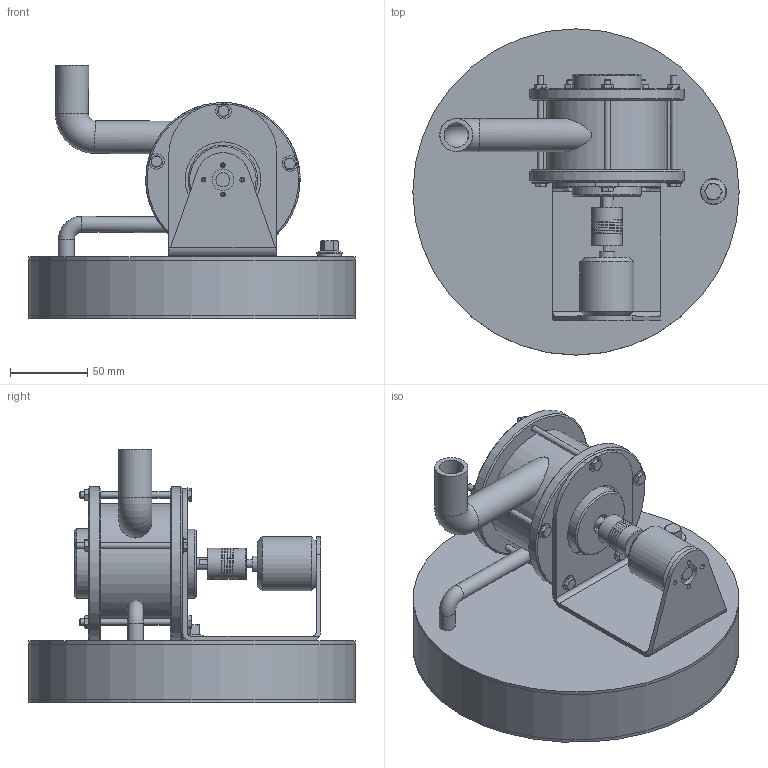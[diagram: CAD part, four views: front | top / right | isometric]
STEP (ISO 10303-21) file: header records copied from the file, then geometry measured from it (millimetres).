
FILE_DESCRIPTION(/* description */ (''),/* implementation_level */ '2;1');
FILE_NAME(/* name */ 'Complete Assembly.step',/* time_stamp */ '2021-01-28T13:31:35+05:00',/* author */ (''),/* organization */ (''),/* preprocessor_version */ 'ST-DEVELOPER v18.1',/* originating_system */ 'Autodesk Translation Framework v9.7.1.1290',/* authorisation */ '');
FILE_SCHEMA (('AUTOMOTIVE_DESIGN { 1 0 10303 214 3 1 1 }'));
Length unit declared in the file: millimetre
Products named in the file (22): Assembly; Bottom cover (custom made); Top cover (custom made); Cylinder (Custom made); Gasket (Custom made); Steam Turbine; Turbine (custom made); Turbine back wall (custom made); Turbine outer cover; Inlet pipe 10.3 mm OD, 5.84 mm ID; Outlet pipe 21.3 mm OD, 15.76 mm ID; Turbine front Wall - Shaft Side; Bolt; Nut; Bearing, Sealed, 608-2RS, 22X8X7; M3 68ID,74 OD O-ring; Motor mount (Custom made- sheet metal bend); Flexible coupler; Acople FlexibleSLDPRT; Brushless motor; hex flange bolt small; hex flange bolt small_iso_ISO 4162 - M8 x 16 x 16-N
Assembly tree (31 placements, depth 4):
  Assembly
    Bottom cover (custom made)
    Top cover (custom made)
    Cylinder (Custom made)
    Gasket (Custom made)
    Steam Turbine
      Turbine (custom made)
      Turbine back wall (custom made)
      Turbine outer cover
        Inlet pipe 10.3 mm OD, 5.84 mm ID
        Outlet pipe 21.3 mm OD, 15.76 mm ID
      Turbine front Wall - Shaft Side
      Bolt  x5
      Nut  x5
      Bearing, Sealed, 608-2RS, 22X8X7  x2
      M3 68ID,74 OD O-ring  x2
      Motor mount (Custom made- sheet metal bend)
      Flexible coupler
        Acople FlexibleSLDPRT
      Brushless motor
    hex flange bolt small
      hex flange bolt small_iso_ISO 4162 - M8 x 16 x 16-N
Bounding box: 211.1 x 211.1 x 164.08 mm (x, y, z)
Volume: 807760.1 mm3; surface area: 354354 mm2
Topology: 28 solids, 28 shells, 709 faces, 1714 edges, 1124 vertices
Faces by surface type: plane 308, cylinder 199, bspline 129, cone 52, torus 21
Full cylindrical faces by diameter (mm): 1.5 x4, 3 x8, 4 x23, 5 x2, 5.84 x2, 7.95 x2, 8 x9, 8.5 x1, 9 x1, 9.24 x1, 10 x6, 10.3 x2, 11 x4, 11.07 x1, 13 x1, 13.2 x1, 14 x1, 15 x2, 15.76 x3, 19 x4, 20 x5, 21.3 x2, 22 x2, 22.1 x2, 35 x1, 45 x2, 49 x1, 68.5 x2, 73 x2, 74 x1
Entity records: 25113 total; most frequent: CARTESIAN_POINT 13020, ORIENTED_EDGE 2388, DIRECTION 2339, EDGE_CURVE 1194, AXIS2_PLACEMENT_3D 889, VERTEX_POINT 783, EDGE_LOOP 603, LINE 561
